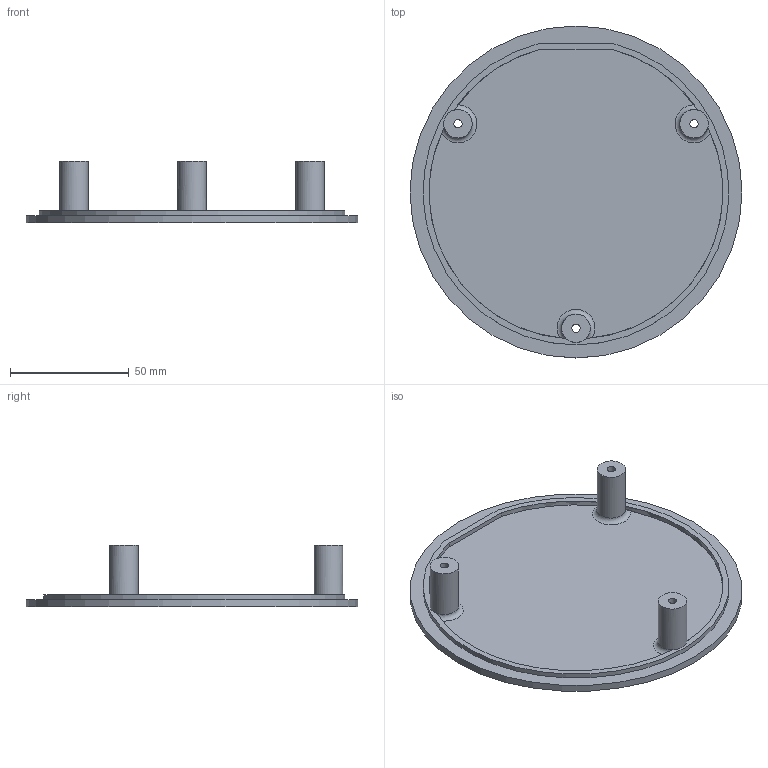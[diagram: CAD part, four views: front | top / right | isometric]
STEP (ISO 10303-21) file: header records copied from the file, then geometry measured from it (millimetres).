
FILE_DESCRIPTION(/* description */ ('','CAx-IF Rec.Pracs.---Representation and Presentation of Product Manufacturing Information (PMI)---4.0---2014-10-13'),/* implementation_level */ '2;1');
FILE_NAME(/* name */ 'stand-bottom v2.step',/* time_stamp */ '2024-12-30T19:57:46+01:00',/* author */ (''),/* organization */ (''),/* preprocessor_version */ 'ST-DEVELOPER v20',/* originating_system */ 'Autodesk Translation Framework v13.20.0.188',/* authorisation */ '');
FILE_SCHEMA (('AP242_MANAGED_MODEL_BASED_3D_ENGINEERING_MIM_LF { 1 0 10303 442 1 1 4 }'));
Length unit declared in the file: millimetre
Products named in the file (1): stand-bottom
Bounding box: 140 x 140 x 26 mm (x, y, z)
Volume: 55048.4 mm3; surface area: 36966.6 mm2
Topology: 1 solids, 1 shells, 33 faces, 69 edges, 43 vertices
Faces by surface type: cylinder 15, plane 12, torus 3, cone 3
Full cylindrical faces by diameter (mm): 3.5 x3, 6 x3, 12 x3, 140 x1
Entity records: 992 total; most frequent: CARTESIAN_POINT 212, DIRECTION 173, ORIENTED_EDGE 138, AXIS2_PLACEMENT_3D 76, EDGE_CURVE 69, EDGE_LOOP 44, VERTEX_POINT 43, CIRCLE 42
